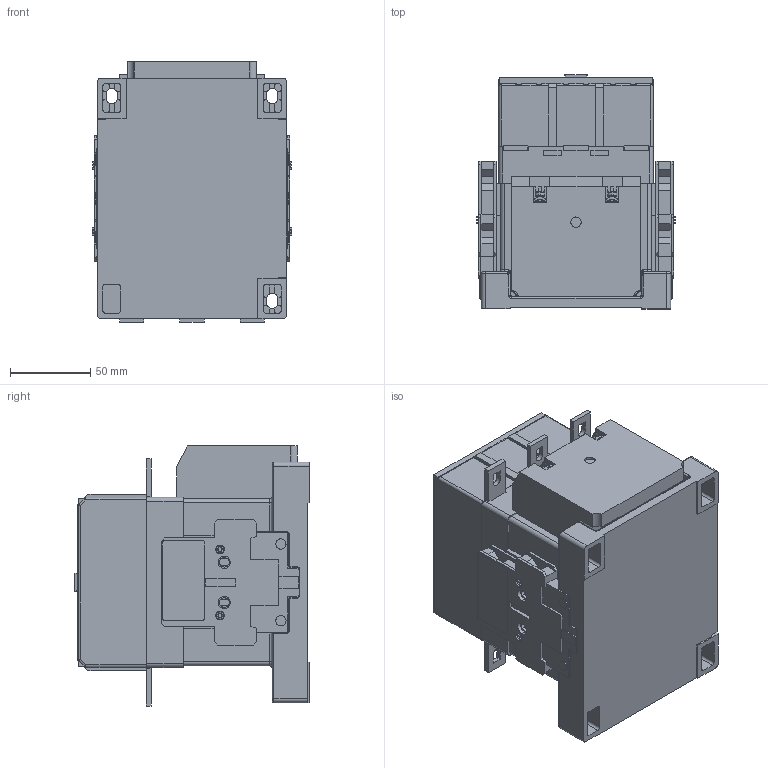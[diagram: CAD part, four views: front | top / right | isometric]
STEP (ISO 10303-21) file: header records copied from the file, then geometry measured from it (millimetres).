
FILE_DESCRIPTION((''),'2;1');
FILE_NAME('ASM01047_ASM','2021-06-11T',('marketing.praksa'),('Audax d.o.o.'),'CREO PARAMETRIC BY PTC INC, 2017480','CREO PARAMETRIC BY PTC INC, 2017480','');
FILE_SCHEMA(('AUTOMOTIVE_DESIGN { 1 0 10303 214 1 1 1 1 }'));
Products named in the file (18): 1673473296_1; 1673473296_2; 1673473296_3; 1673473296_5; 1673473296_6; 1673473296_7; 1673473296_8; 1673473296_9; 1673473296_10; 1673473296_13; 1673473296_16; CWM112_E-CWM150_E_BMP_CWM150__3; PRT9537; WL-BASE; PRT9538; PRT9539; PRT9540; ASM01047_ASM
Assembly tree (20 placements, depth 2):
  ASM01047_ASM
    1673473296_1
    1673473296_2
    1673473296_3
    1673473296_5
    1673473296_6
    1673473296_7
    1673473296_8
    1673473296_9
    1673473296_10
    1673473296_13
    1673473296_16
    CWM112_E-CWM150_E_BMP_CWM150__3  x2
    PRT9537
    WL-BASE
    PRT9538
    PRT9539  x2
    PRT9540  x2
Bounding box: 124.2 x 146 x 162 mm (x, y, z)
Volume: 1810744.4 mm3; surface area: 221304.1 mm2
Topology: 22 solids, 22 shells, 2479 faces, 6594 edges, 4231 vertices
Faces by surface type: plane 1483, cylinder 666, cone 176, bspline 56, sphere 52, torus 46
Entity records: 113250 total; most frequent: CARTESIAN_POINT 18258, ORIENTED_EDGE 12442, DIRECTION 11931, PRESENTATION_STYLE_ASSIGNMENT 8596, STYLED_ITEM 8596, CURVE_STYLE 6221, EDGE_CURVE 6221, VERTEX_POINT 4026
